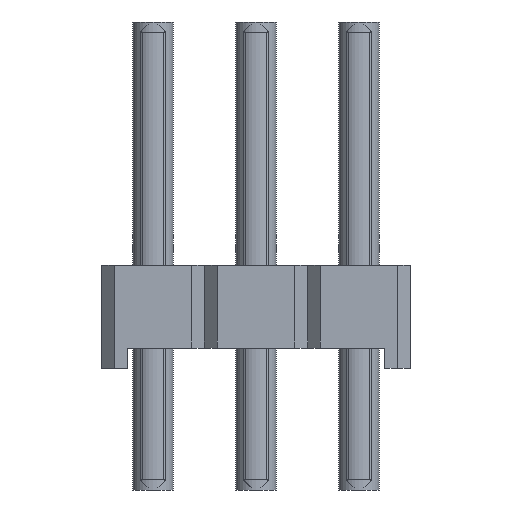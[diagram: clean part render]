
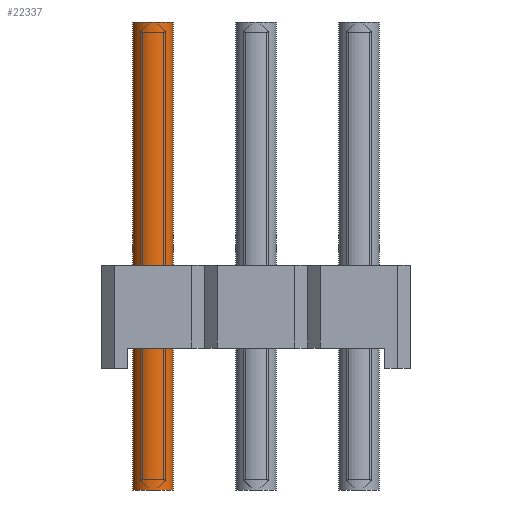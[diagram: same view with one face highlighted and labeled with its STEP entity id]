
A CAD part, left-side view. The second image highlights one B-rep face of the part: STEP entity #22337.
In plain terms, the highlighted cylindrical face has radius 0.5 mm (diameter 1 mm), a full revolution.
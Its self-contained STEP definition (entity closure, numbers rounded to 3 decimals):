
#455=CIRCLE('',#23508,0.5);
#456=CIRCLE('',#23509,0.5);
#1332=CYLINDRICAL_SURFACE('',#23507,0.5);
#1877=ORIENTED_EDGE('',*,*,#8515,.F.);
#1878=ORIENTED_EDGE('',*,*,#8516,.T.);
#8515=EDGE_CURVE('',#11843,#11843,#455,.T.);
#8516=EDGE_CURVE('',#11844,#11844,#456,.T.);
#11843=VERTEX_POINT('',#32368);
#11844=VERTEX_POINT('',#32370);
#18983=EDGE_LOOP('',(#1877));
#18984=EDGE_LOOP('',(#1878));
#20319=FACE_BOUND('',#18983,.T.);
#20320=FACE_BOUND('',#18984,.T.);
#22337=ADVANCED_FACE('',(#20319,#20320),#1332,.F.);
#23507=AXIS2_PLACEMENT_3D('',#32366,#25685,#25686);
#23508=AXIS2_PLACEMENT_3D('',#32367,#25687,#25688);
#23509=AXIS2_PLACEMENT_3D('',#32369,#25689,#25690);
#25685=DIRECTION('',(0.,0.,1.));
#25686=DIRECTION('',(1.,0.,0.));
#25687=DIRECTION('',(0.,0.,-1.));
#25688=DIRECTION('',(1.,0.,0.));
#25689=DIRECTION('',(0.,0.,-1.));
#25690=DIRECTION('',(1.,0.,0.));
#32366=CARTESIAN_POINT('',(0.,0.,0.));
#32367=CARTESIAN_POINT('',(0.,0.,11.54));
#32368=CARTESIAN_POINT('',(0.5,0.,11.54));
#32369=CARTESIAN_POINT('',(0.,0.,0.));
#32370=CARTESIAN_POINT('',(0.5,0.,0.));
